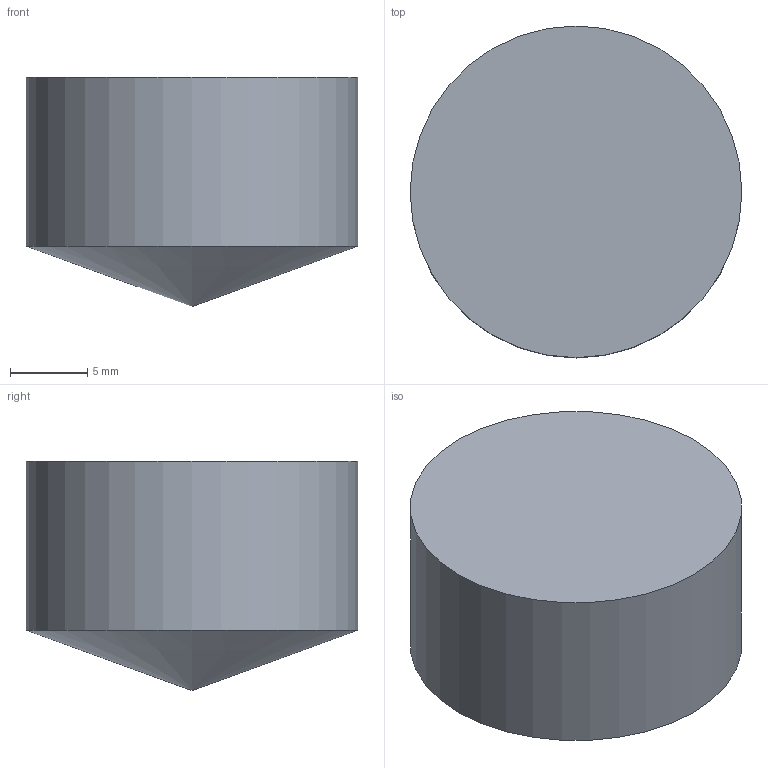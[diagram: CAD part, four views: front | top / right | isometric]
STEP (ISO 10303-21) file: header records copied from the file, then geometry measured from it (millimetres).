
FILE_DESCRIPTION(/* description */ (''),/* implementation_level */ '2;1');
FILE_NAME(/* name */ 'R95027_32.stp',/* time_stamp */ '2022-08-30T10:14:48+02:00',/* author */ (''),/* organization */ ('Dormer Pramet'),/* preprocessor_version */ 'ST-DEVELOPER v16.7',/* originating_system */ 'SIEMENS PLM Software NX 12.0',/* authorisation */ '');
FILE_SCHEMA (('AUTOMOTIVE_DESIGN { 1 0 10303 214 3 1 1 1 }'));
Length unit declared in the file: millimetre
Products named in the file (1): R95027_32
Bounding box: 21.43 x 21.43 x 14.8 mm (x, y, z)
Volume: 4400.4 mm3; surface area: 1478.4 mm2
Topology: 1 solids, 1 shells, 3 faces, 10 edges, 15 vertices
Faces by surface type: cone 1, cylinder 1, plane 1
Full cylindrical faces by diameter (mm): 21.43 x1
Entity records: 169 total; most frequent: DIRECTION 22, CARTESIAN_POINT 19, STYLED_ITEM 11, PRESENTATION_STYLE_ASSIGNMENT 11, AXIS2_PLACEMENT_3D 9, CURVE_STYLE 7, DRAUGHTING_PRE_DEFINED_CURVE_FONT 7, PRESENTATION_LAYER_ASSIGNMENT 5
